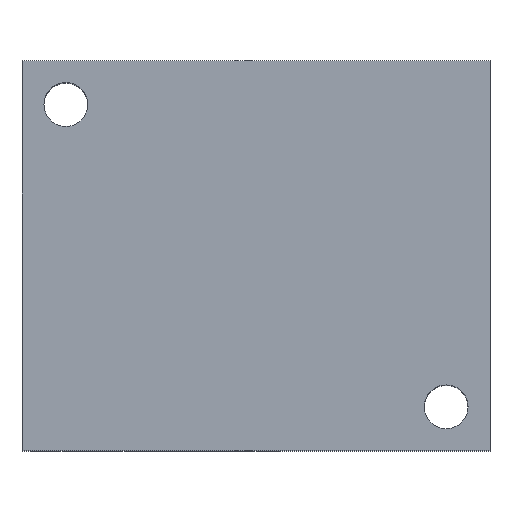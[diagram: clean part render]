
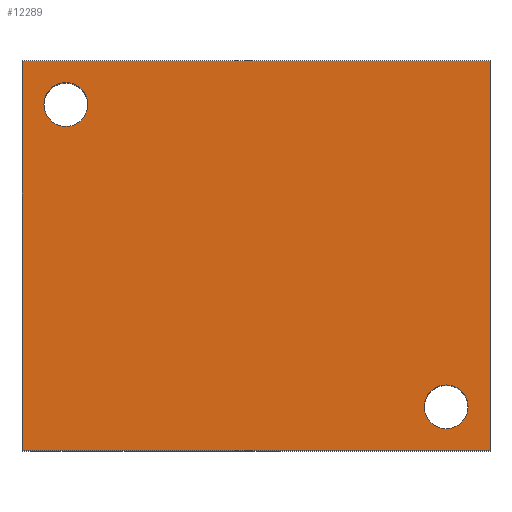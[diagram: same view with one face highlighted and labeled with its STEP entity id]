
A CAD part, top view. The second image highlights one B-rep face of the part: STEP entity #12289.
In plain terms, the highlighted planar face has unit normal (0, 0, 1).
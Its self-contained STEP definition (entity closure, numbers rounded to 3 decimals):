
#4401=CARTESIAN_POINT('',(0.0,0.0,63.5));
#4402=VERTEX_POINT('',#4401);
#4409=CARTESIAN_POINT('',(0.0,63.5,63.5));
#4410=VERTEX_POINT('',#4409);
#4411=CARTESIAN_POINT('',(0.0,63.5,63.5));
#4412=DIRECTION('',(0.0,-1.0,0.0));
#4413=VECTOR('',#4412,63.5);
#4414=LINE('',#4411,#4413);
#4415=EDGE_CURVE('',#4410,#4402,#4414,.T.);
#12095=CARTESIAN_POINT('',(10.712,56.363,63.5));
#12096=VERTEX_POINT('',#12095);
#12097=CARTESIAN_POINT('',(7.144,56.363,63.5));
#12098=DIRECTION('',(0.0,0.0,-1.0));
#12099=DIRECTION('',(1.0,0.0,0.0));
#12100=AXIS2_PLACEMENT_3D('',#12097,#12098,#12099);
#12101=CIRCLE('',#12100,3.569);
#12102=EDGE_CURVE('',#12096,#12096,#12101,.T.);
#12123=CARTESIAN_POINT('',(72.625,7.137,63.5));
#12124=VERTEX_POINT('',#12123);
#12125=CARTESIAN_POINT('',(69.056,7.137,63.5));
#12126=DIRECTION('',(0.0,0.0,-1.0));
#12127=DIRECTION('',(1.0,0.0,0.0));
#12128=AXIS2_PLACEMENT_3D('',#12125,#12126,#12127);
#12129=CIRCLE('',#12128,3.569);
#12130=EDGE_CURVE('',#12124,#12124,#12129,.T.);
#12164=CARTESIAN_POINT('',(76.2,63.5,63.5));
#12165=VERTEX_POINT('',#12164);
#12166=CARTESIAN_POINT('',(76.2,63.5,63.5));
#12167=DIRECTION('',(-1.0,0.0,0.0));
#12168=VECTOR('',#12167,76.2);
#12169=LINE('',#12166,#12168);
#12170=EDGE_CURVE('',#12165,#4410,#12169,.T.);
#12195=CARTESIAN_POINT('',(76.2,0.0,63.5));
#12196=VERTEX_POINT('',#12195);
#12197=CARTESIAN_POINT('',(76.2,0.0,63.5));
#12198=DIRECTION('',(0.0,1.0,0.0));
#12199=VECTOR('',#12198,63.5);
#12200=LINE('',#12197,#12199);
#12201=EDGE_CURVE('',#12196,#12165,#12200,.T.);
#12240=CARTESIAN_POINT('',(0.0,0.0,63.5));
#12241=DIRECTION('',(1.0,0.0,0.0));
#12242=VECTOR('',#12241,76.2);
#12243=LINE('',#12240,#12242);
#12244=EDGE_CURVE('',#4402,#12196,#12243,.T.);
#12272=CARTESIAN_POINT('',(38.1,31.75,63.5));
#12273=DIRECTION('',(0.0,0.0,1.0));
#12274=DIRECTION('',(1.0,0.0,0.0));
#12275=AXIS2_PLACEMENT_3D('',#12272,#12273,#12274);
#12276=PLANE('',#12275);
#12277=ORIENTED_EDGE('',*,*,#12244,.T.);
#12278=ORIENTED_EDGE('',*,*,#12201,.T.);
#12279=ORIENTED_EDGE('',*,*,#12170,.T.);
#12280=ORIENTED_EDGE('',*,*,#4415,.T.);
#12281=EDGE_LOOP('',(#12277,#12278,#12279,#12280));
#12282=FACE_OUTER_BOUND('',#12281,.T.);
#12283=ORIENTED_EDGE('',*,*,#12102,.T.);
#12284=EDGE_LOOP('',(#12283));
#12285=FACE_BOUND('',#12284,.T.);
#12286=ORIENTED_EDGE('',*,*,#12130,.T.);
#12287=EDGE_LOOP('',(#12286));
#12288=FACE_BOUND('',#12287,.T.);
#12289=ADVANCED_FACE('',(#12282,#12285,#12288),#12276,.T.);
